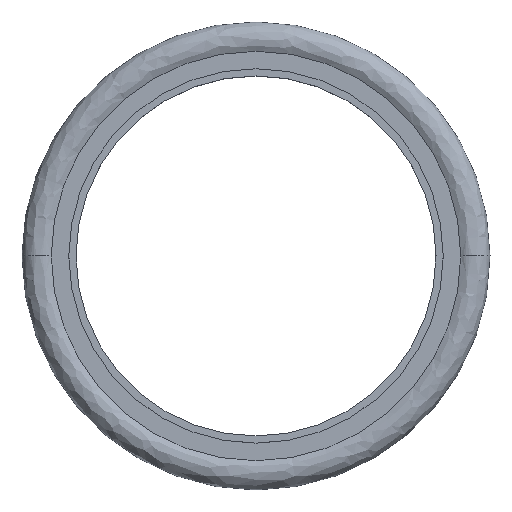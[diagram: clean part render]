
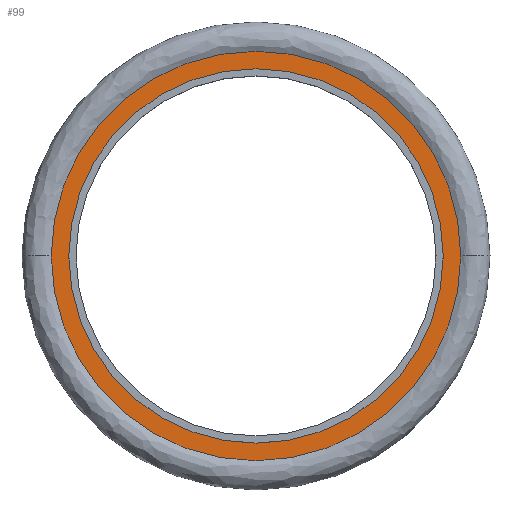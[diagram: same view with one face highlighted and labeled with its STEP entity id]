
A CAD part, top view. The second image highlights one B-rep face of the part: STEP entity #99.
In plain terms, the highlighted planar face has unit normal (0, 0, 1).
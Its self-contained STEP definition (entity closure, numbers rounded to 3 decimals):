
#46 = DIRECTION ( 'NONE',  ( 0., 0., -1. ) ) ;
#47 = EDGE_LOOP ( 'NONE', ( #538, #162 ) ) ;
#95 = EDGE_CURVE ( 'NONE', #224, #170, #504, .T. ) ;
#99 = ADVANCED_FACE ( 'NONE', ( #207, #640 ), #182, .T. ) ;
#104 = EDGE_CURVE ( 'NONE', #480, #737, #432, .T. ) ;
#125 = EDGE_LOOP ( 'NONE', ( #604, #711 ) ) ;
#127 = CARTESIAN_POINT ( 'NONE',  ( -28.436, 0., 1.95 ) ) ;
#159 = DIRECTION ( 'NONE',  ( 0., 0., -1. ) ) ;
#162 = ORIENTED_EDGE ( 'NONE', *, *, #188, .T. ) ;
#170 = VERTEX_POINT ( 'NONE', #247 ) ;
#176 = CARTESIAN_POINT ( 'NONE',  ( 0., 0., 1.95 ) ) ;
#182 = PLANE ( 'NONE',  #439 ) ;
#185 = DIRECTION ( 'NONE',  ( 1., 0., 0. ) ) ;
#188 = EDGE_CURVE ( 'NONE', #170, #224, #724, .T. ) ;
#207 = FACE_BOUND ( 'NONE', #47, .T. ) ;
#212 = CIRCLE ( 'NONE', #549, 28.436 ) ;
#214 = AXIS2_PLACEMENT_3D ( 'NONE', #576, #243, #632 ) ;
#224 = VERTEX_POINT ( 'NONE', #602 ) ;
#239 = DIRECTION ( 'NONE',  ( -1., 0., 0. ) ) ;
#243 = DIRECTION ( 'NONE',  ( 0., 0., -1. ) ) ;
#247 = CARTESIAN_POINT ( 'NONE',  ( 26., 0., 1.95 ) ) ;
#261 = CARTESIAN_POINT ( 'NONE',  ( 0., 0., 1.95 ) ) ;
#310 = EDGE_CURVE ( 'NONE', #737, #480, #212, .T. ) ;
#354 = CARTESIAN_POINT ( 'NONE',  ( 28.436, 0., 1.95 ) ) ;
#397 = AXIS2_PLACEMENT_3D ( 'NONE', #261, #46, #436 ) ;
#432 = CIRCLE ( 'NONE', #397, 28.436 ) ;
#436 = DIRECTION ( 'NONE',  ( -1., 0., 0. ) ) ;
#439 = AXIS2_PLACEMENT_3D ( 'NONE', #127, #527, #185 ) ;
#480 = VERTEX_POINT ( 'NONE', #616 ) ;
#500 = CARTESIAN_POINT ( 'NONE',  ( 0., 0., 1.95 ) ) ;
#504 = CIRCLE ( 'NONE', #214, 26. ) ;
#527 = DIRECTION ( 'NONE',  ( 0., 0., 1. ) ) ;
#538 = ORIENTED_EDGE ( 'NONE', *, *, #95, .T. ) ;
#548 = DIRECTION ( 'NONE',  ( -1., 0., 0. ) ) ;
#549 = AXIS2_PLACEMENT_3D ( 'NONE', #176, #570, #239 ) ;
#550 = AXIS2_PLACEMENT_3D ( 'NONE', #500, #159, #548 ) ;
#570 = DIRECTION ( 'NONE',  ( 0., 0., -1. ) ) ;
#576 = CARTESIAN_POINT ( 'NONE',  ( 0., 0., 1.95 ) ) ;
#602 = CARTESIAN_POINT ( 'NONE',  ( -26., 0., 1.95 ) ) ;
#604 = ORIENTED_EDGE ( 'NONE', *, *, #104, .F. ) ;
#616 = CARTESIAN_POINT ( 'NONE',  ( -28.436, 0., 1.95 ) ) ;
#632 = DIRECTION ( 'NONE',  ( -1., 0., 0. ) ) ;
#640 = FACE_OUTER_BOUND ( 'NONE', #125, .T. ) ;
#711 = ORIENTED_EDGE ( 'NONE', *, *, #310, .F. ) ;
#724 = CIRCLE ( 'NONE', #550, 26. ) ;
#737 = VERTEX_POINT ( 'NONE', #354 ) ;
